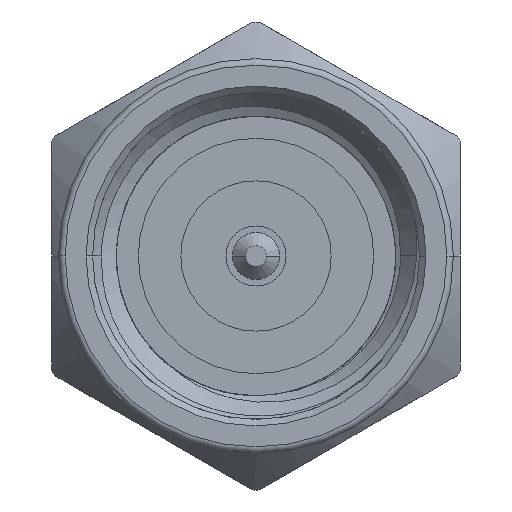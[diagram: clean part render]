
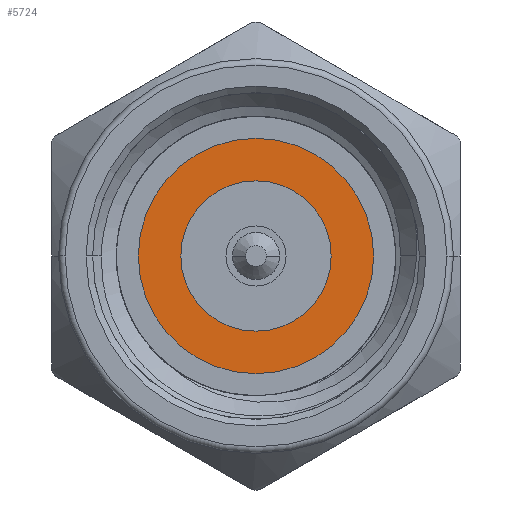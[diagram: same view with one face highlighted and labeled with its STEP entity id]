
A CAD part, left-side view. The second image highlights one B-rep face of the part: STEP entity #5724.
In plain terms, the highlighted planar face has unit normal (-1, 0, 0).
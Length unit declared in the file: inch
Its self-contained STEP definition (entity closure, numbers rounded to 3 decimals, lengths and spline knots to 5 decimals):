
#68 = AXIS2_PLACEMENT_3D ( 'NONE', #3204, #5032, #6014 ) ;
#300 = DIRECTION ( 'NONE',  ( -1., 0., 0. ) ) ;
#325 = CARTESIAN_POINT ( 'NONE',  ( 0.125, 0.05748, 0. ) ) ;
#518 = VERTEX_POINT ( 'NONE', #5160 ) ;
#689 = CARTESIAN_POINT ( 'NONE',  ( 0.125, 0., 0. ) ) ;
#699 = CARTESIAN_POINT ( 'NONE',  ( 0.125, -0.09, 0. ) ) ;
#876 = EDGE_CURVE ( 'NONE', #1140, #3501, #6261, .T. ) ;
#929 = AXIS2_PLACEMENT_3D ( 'NONE', #3685, #1260, #5194 ) ;
#931 = ORIENTED_EDGE ( 'NONE', *, *, #3118, .F. ) ;
#1003 = DIRECTION ( 'NONE',  ( -1., 0., 0. ) ) ;
#1140 = VERTEX_POINT ( 'NONE', #4310 ) ;
#1260 = DIRECTION ( 'NONE',  ( -1., 0., 0. ) ) ;
#1722 = CARTESIAN_POINT ( 'NONE',  ( 0.125, 0., 0. ) ) ;
#1743 = FACE_BOUND ( 'NONE', #2739, .T. ) ;
#1867 = EDGE_CURVE ( 'NONE', #3501, #1140, #5941, .T. ) ;
#1869 = PLANE ( 'NONE',  #929 ) ;
#2181 = ORIENTED_EDGE ( 'NONE', *, *, #876, .T. ) ;
#2590 = ORIENTED_EDGE ( 'NONE', *, *, #1867, .T. ) ;
#2739 = EDGE_LOOP ( 'NONE', ( #931, #4435 ) ) ;
#2949 = EDGE_CURVE ( 'NONE', #518, #3350, #3227, .T. ) ;
#3118 = EDGE_CURVE ( 'NONE', #3350, #518, #5987, .T. ) ;
#3147 = DIRECTION ( 'NONE',  ( 0., -1., 0. ) ) ;
#3181 = DIRECTION ( 'NONE',  ( 0., -1., 0. ) ) ;
#3194 = AXIS2_PLACEMENT_3D ( 'NONE', #5441, #1003, #3551 ) ;
#3204 = CARTESIAN_POINT ( 'NONE',  ( 0.125, 0., 0. ) ) ;
#3227 = CIRCLE ( 'NONE', #4155, 0.05748 ) ;
#3236 = FACE_OUTER_BOUND ( 'NONE', #5543, .T. ) ;
#3350 = VERTEX_POINT ( 'NONE', #325 ) ;
#3501 = VERTEX_POINT ( 'NONE', #699 ) ;
#3551 = DIRECTION ( 'NONE',  ( 0., -1., 0. ) ) ;
#3685 = CARTESIAN_POINT ( 'NONE',  ( 0.125, 0., 0. ) ) ;
#4155 = AXIS2_PLACEMENT_3D ( 'NONE', #689, #300, #3147 ) ;
#4310 = CARTESIAN_POINT ( 'NONE',  ( 0.125, 0.09, 0. ) ) ;
#4435 = ORIENTED_EDGE ( 'NONE', *, *, #2949, .F. ) ;
#5032 = DIRECTION ( 'NONE',  ( -1., 0., 0. ) ) ;
#5160 = CARTESIAN_POINT ( 'NONE',  ( 0.125, -0.05748, 0. ) ) ;
#5194 = DIRECTION ( 'NONE',  ( 0., 0., 1. ) ) ;
#5441 = CARTESIAN_POINT ( 'NONE',  ( 0.125, 0., 0. ) ) ;
#5543 = EDGE_LOOP ( 'NONE', ( #2181, #2590 ) ) ;
#5611 = DIRECTION ( 'NONE',  ( -1., 0., 0. ) ) ;
#5640 = AXIS2_PLACEMENT_3D ( 'NONE', #1722, #5611, #3181 ) ;
#5724 = ADVANCED_FACE ( 'NONE', ( #1743, #3236 ), #1869, .T. ) ;
#5941 = CIRCLE ( 'NONE', #3194, 0.09 ) ;
#5987 = CIRCLE ( 'NONE', #68, 0.05748 ) ;
#6014 = DIRECTION ( 'NONE',  ( 0., -1., 0. ) ) ;
#6261 = CIRCLE ( 'NONE', #5640, 0.09 ) ;
